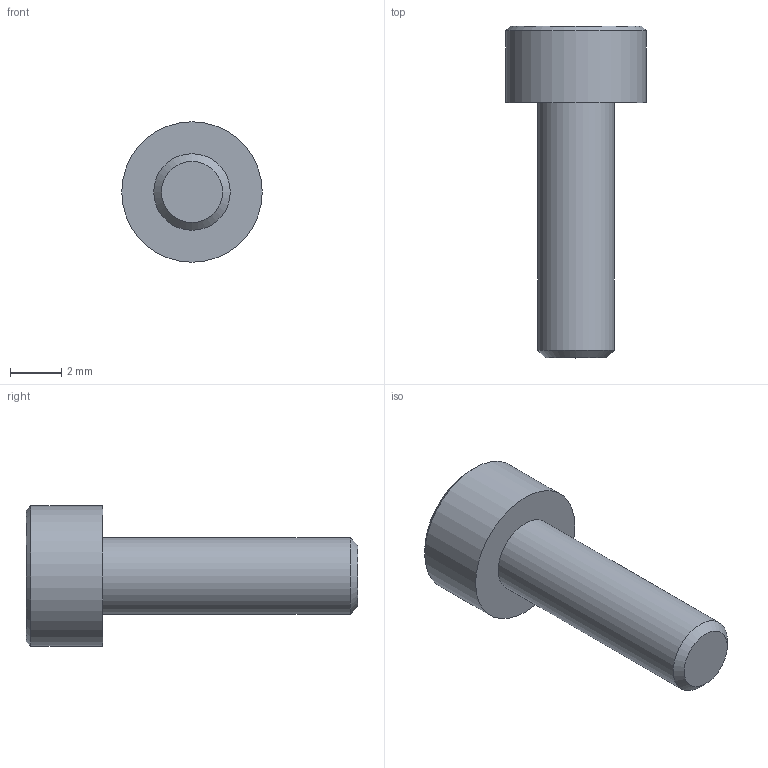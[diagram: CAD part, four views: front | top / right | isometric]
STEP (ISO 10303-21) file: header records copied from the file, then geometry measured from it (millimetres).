
FILE_DESCRIPTION( ( 'STEP AP203' ), '1' );
FILE_NAME( 'SCA-M3-L10.stp', '2024-09-13T04:53:45', ( 'License CC BY-ND 4.0' ), ( 'CADENAS' ), ' ', 'PARTsolutions', ' ' );
FILE_SCHEMA( ( 'CONFIG_CONTROL_DESIGN' ) );
Length unit declared in the file: millimetre
Products named in the file (1): _SCA-M3-L10
Bounding box: 5.5 x 13 x 5.5 mm (x, y, z)
Volume: 133 mm3; surface area: 203 mm2
Topology: 1 solids, 1 shells, 14 faces, 28 edges, 18 vertices
Faces by surface type: plane 10, cone 2, cylinder 2
Full cylindrical faces by diameter (mm): 3 x1, 5.5 x1
Entity records: 386 total; most frequent: DIRECTION 60, CARTESIAN_POINT 57, ORIENTED_EDGE 48, EDGE_CURVE 24, AXIS2_PLACEMENT_3D 21, EDGE_LOOP 20, VERTEX_POINT 18, LINE 18
